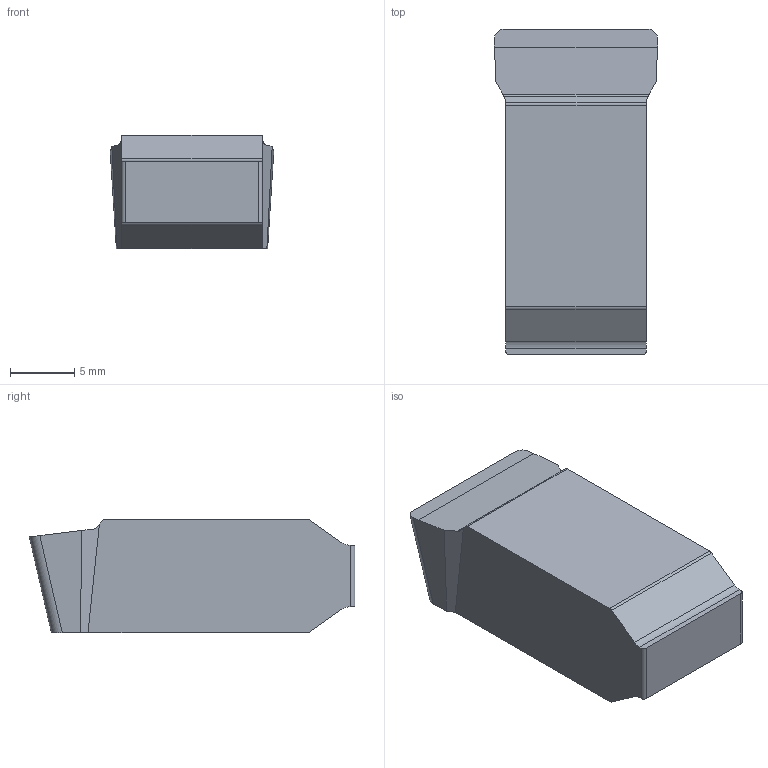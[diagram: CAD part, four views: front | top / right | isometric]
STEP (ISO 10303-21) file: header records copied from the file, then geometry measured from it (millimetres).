
FILE_DESCRIPTION(/* description */ (''),/* implementation_level */ '2;1');
FILE_NAME(/* name */ 'aaa342596_a.stp',/* time_stamp */ '2019-11-12T13:22:03+01:00',/* author */ (''),/* organization */ ('SMS'),/* preprocessor_version */ 'ST-DEVELOPER v16.7',/* originating_system */ 'SIEMENS PLM Software NX 12.0',/* authorisation */ '');
FILE_SCHEMA (('AUTOMOTIVE_DESIGN { 1 0 10303 214 3 1 1 1 }'));
Length unit declared in the file: millimetre
Products named in the file (1): AAA342596_A
Bounding box: 12.76 x 25.4 x 8.89 mm (x, y, z)
Volume: 2283.5 mm3; surface area: 1119.4 mm2
Topology: 1 solids, 1 shells, 27 faces, 76 edges, 53 vertices
Faces by surface type: plane 17, cylinder 10
Entity records: 1026 total; most frequent: CARTESIAN_POINT 246, DIRECTION 156, ORIENTED_EDGE 150, EDGE_CURVE 75, LINE 54, VECTOR 54, AXIS2_PLACEMENT_3D 51, VERTEX_POINT 50
